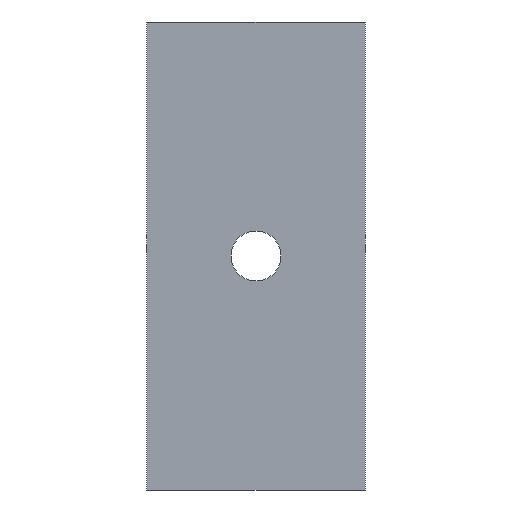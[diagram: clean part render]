
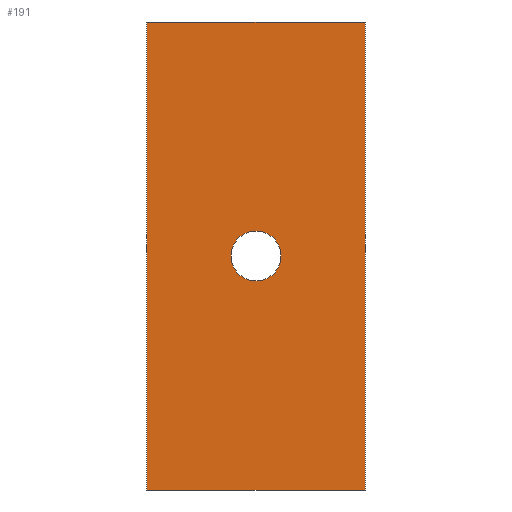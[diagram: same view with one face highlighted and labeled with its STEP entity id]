
A CAD part, left-side view. The second image highlights one B-rep face of the part: STEP entity #191.
In plain terms, the highlighted planar face has unit normal (-1, 0, 0).
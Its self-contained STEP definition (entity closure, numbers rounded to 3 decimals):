
#20=FACE_BOUND('',#50,.T.);
#30=CIRCLE('',#227,1.6);
#31=CIRCLE('',#228,1.6);
#38=FACE_OUTER_BOUND('',#49,.T.);
#49=EDGE_LOOP('',(#153,#154,#155,#156));
#50=EDGE_LOOP('',(#157,#158));
#59=LINE('',#296,#74);
#66=LINE('',#321,#81);
#67=LINE('',#324,#82);
#68=LINE('',#325,#83);
#74=VECTOR('',#240,10.);
#81=VECTOR('',#265,10.);
#82=VECTOR('',#268,10.);
#83=VECTOR('',#269,10.);
#89=VERTEX_POINT('',#293);
#90=VERTEX_POINT('',#295);
#99=VERTEX_POINT('',#319);
#100=VERTEX_POINT('',#323);
#101=VERTEX_POINT('',#326);
#102=VERTEX_POINT('',#327);
#107=EDGE_CURVE('',#89,#90,#59,.T.);
#120=EDGE_CURVE('',#99,#89,#66,.T.);
#121=EDGE_CURVE('',#100,#99,#67,.T.);
#122=EDGE_CURVE('',#100,#90,#68,.T.);
#123=EDGE_CURVE('',#101,#102,#30,.T.);
#124=EDGE_CURVE('',#102,#101,#31,.T.);
#153=ORIENTED_EDGE('',*,*,#121,.F.);
#154=ORIENTED_EDGE('',*,*,#122,.T.);
#155=ORIENTED_EDGE('',*,*,#107,.F.);
#156=ORIENTED_EDGE('',*,*,#120,.F.);
#157=ORIENTED_EDGE('',*,*,#123,.T.);
#158=ORIENTED_EDGE('',*,*,#124,.T.);
#183=PLANE('',#226);
#191=ADVANCED_FACE('',(#38,#20),#183,.T.);
#226=AXIS2_PLACEMENT_3D('',#322,#266,#267);
#227=AXIS2_PLACEMENT_3D('',#328,#270,#271);
#228=AXIS2_PLACEMENT_3D('',#329,#272,#273);
#240=DIRECTION('',(0.,-1.,0.));
#265=DIRECTION('',(0.,0.,1.));
#266=DIRECTION('center_axis',(-1.,0.,0.));
#267=DIRECTION('ref_axis',(0.,-1.,0.));
#268=DIRECTION('',(0.,1.,0.));
#269=DIRECTION('',(0.,0.,1.));
#270=DIRECTION('center_axis',(1.,0.,0.));
#271=DIRECTION('ref_axis',(0.,0.,1.));
#272=DIRECTION('center_axis',(1.,0.,0.));
#273=DIRECTION('ref_axis',(0.,0.,1.));
#293=CARTESIAN_POINT('',(9.266,7.,30.));
#295=CARTESIAN_POINT('',(9.266,-7.,30.));
#296=CARTESIAN_POINT('',(9.266,-7.,30.));
#319=CARTESIAN_POINT('',(9.266,7.,0.));
#321=CARTESIAN_POINT('',(9.266,7.,0.));
#322=CARTESIAN_POINT('Origin',(9.266,7.,0.));
#323=CARTESIAN_POINT('',(9.266,-7.,0.));
#324=CARTESIAN_POINT('',(9.266,3.5,0.));
#325=CARTESIAN_POINT('',(9.266,-7.,0.));
#326=CARTESIAN_POINT('',(9.266,0.,16.6));
#327=CARTESIAN_POINT('',(9.266,0.,13.4));
#328=CARTESIAN_POINT('Origin',(9.266,0.,15.));
#329=CARTESIAN_POINT('Origin',(9.266,0.,15.));
